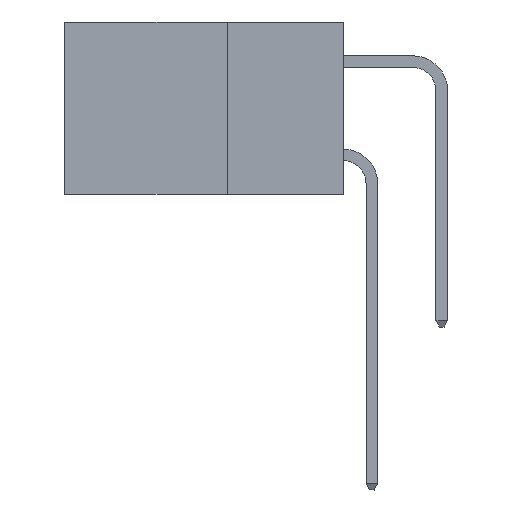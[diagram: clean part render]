
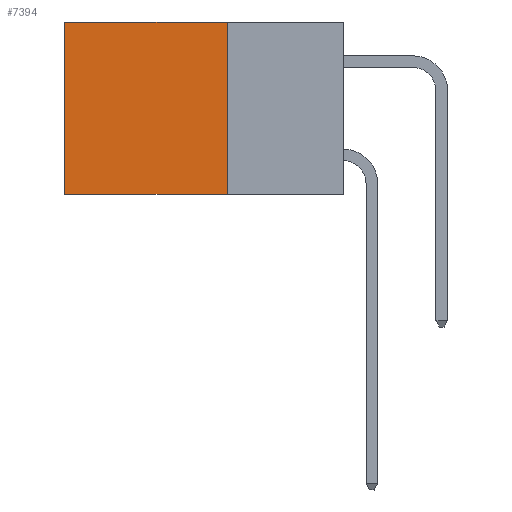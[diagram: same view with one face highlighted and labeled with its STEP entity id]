
A CAD part, left-side view. The second image highlights one B-rep face of the part: STEP entity #7394.
In plain terms, the highlighted planar face has unit normal (-1, 0, 0).
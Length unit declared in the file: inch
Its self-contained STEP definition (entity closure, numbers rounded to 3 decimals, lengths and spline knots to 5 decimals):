
#528 = DIRECTION ( 'NONE',  ( 0., 0., -1. ) ) ;
#883 = DIRECTION ( 'NONE',  ( 0., 0., -1. ) ) ;
#1184 = CARTESIAN_POINT ( 'NONE',  ( 0.298, 0.25, 0. ) ) ;
#1593 = CARTESIAN_POINT ( 'NONE',  ( 0.298, 0.25, 0. ) ) ;
#1728 = LINE ( 'NONE', #1184, #10947 ) ;
#2233 = LINE ( 'NONE', #13073, #8272 ) ;
#2610 = AXIS2_PLACEMENT_3D ( 'NONE', #7883, #11976, #11619 ) ;
#2766 = ORIENTED_EDGE ( 'NONE', *, *, #7254, .T. ) ;
#3126 = PLANE ( 'NONE',  #2610 ) ;
#3743 = ORIENTED_EDGE ( 'NONE', *, *, #8380, .F. ) ;
#3803 = LINE ( 'NONE', #5469, #13283 ) ;
#4219 = CARTESIAN_POINT ( 'NONE',  ( 0.298, 0.25, 0. ) ) ;
#4597 = CARTESIAN_POINT ( 'NONE',  ( 0.298, 0.6, 0. ) ) ;
#5027 = EDGE_CURVE ( 'NONE', #8012, #11012, #1728, .T. ) ;
#5469 = CARTESIAN_POINT ( 'NONE',  ( 0.298, 0.6, 0. ) ) ;
#5802 = DIRECTION ( 'NONE',  ( 0., 1., 0. ) ) ;
#6423 = CARTESIAN_POINT ( 'NONE',  ( 0.298, 0.6, -0.37 ) ) ;
#6633 = DIRECTION ( 'NONE',  ( 0., 1., 0. ) ) ;
#7254 = EDGE_CURVE ( 'NONE', #8888, #8304, #3803, .T. ) ;
#7394 = ADVANCED_FACE ( 'NONE', ( #8131 ), #3126, .F. ) ;
#7837 = EDGE_CURVE ( 'NONE', #8012, #8888, #14026, .T. ) ;
#7883 = CARTESIAN_POINT ( 'NONE',  ( 0.298, 0.25, 0. ) ) ;
#8012 = VERTEX_POINT ( 'NONE', #1593 ) ;
#8131 = FACE_OUTER_BOUND ( 'NONE', #8869, .T. ) ;
#8272 = VECTOR ( 'NONE', #6633, 39.37008 ) ;
#8304 = VERTEX_POINT ( 'NONE', #6423 ) ;
#8380 = EDGE_CURVE ( 'NONE', #11012, #8304, #2233, .T. ) ;
#8869 = EDGE_LOOP ( 'NONE', ( #2766, #3743, #11216, #10681 ) ) ;
#8888 = VERTEX_POINT ( 'NONE', #4597 ) ;
#10681 = ORIENTED_EDGE ( 'NONE', *, *, #7837, .T. ) ;
#10947 = VECTOR ( 'NONE', #883, 39.37008 ) ;
#10954 = CARTESIAN_POINT ( 'NONE',  ( 0.298, 0.25, -0.37 ) ) ;
#11012 = VERTEX_POINT ( 'NONE', #10954 ) ;
#11216 = ORIENTED_EDGE ( 'NONE', *, *, #5027, .F. ) ;
#11619 = DIRECTION ( 'NONE',  ( 0., 0., -1. ) ) ;
#11976 = DIRECTION ( 'NONE',  ( 1., 0., 0. ) ) ;
#13073 = CARTESIAN_POINT ( 'NONE',  ( 0.298, 0.25, -0.37 ) ) ;
#13283 = VECTOR ( 'NONE', #528, 39.37008 ) ;
#13637 = VECTOR ( 'NONE', #5802, 39.37008 ) ;
#14026 = LINE ( 'NONE', #4219, #13637 ) ;
